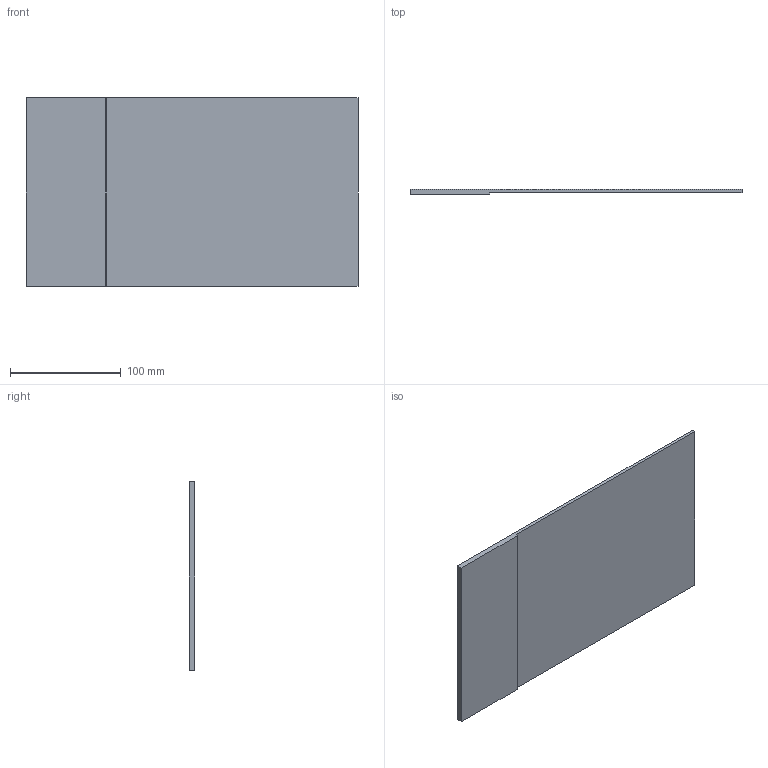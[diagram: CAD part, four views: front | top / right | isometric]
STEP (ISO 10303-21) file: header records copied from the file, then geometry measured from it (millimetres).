
FILE_DESCRIPTION(/* description */ (''),/* implementation_level */ '2;1');
FILE_NAME(/* name */ 'форточка.stp',/* time_stamp */ '2023-02-20T22:01:59+03:00',/* author */ ('Tasya'),/* organization */ (''),/* preprocessor_version */ 'ST-DEVELOPER v18.1',/* originating_system */ 'Autodesk Inventor 2021',/* authorisation */ '');
FILE_SCHEMA (('AUTOMOTIVE_DESIGN { 1 0 10303 214 3 1 1 }'));
Length unit declared in the file: millimetre
Products named in the file (1): форточка
Bounding box: 300 x 5 x 170 mm (x, y, z)
Volume: 177273.8 mm3; surface area: 105846.4 mm2
Topology: 1 solids, 1 shells, 22 faces, 56 edges, 40 vertices
Faces by surface type: plane 12, cylinder 6, cone 4
Full cylindrical faces by diameter (mm): 3.4 x4
Entity records: 733 total; most frequent: DIRECTION 130, CARTESIAN_POINT 119, ORIENTED_EDGE 112, EDGE_CURVE 56, AXIS2_PLACEMENT_3D 51, VERTEX_POINT 40, LINE 28, VECTOR 28
